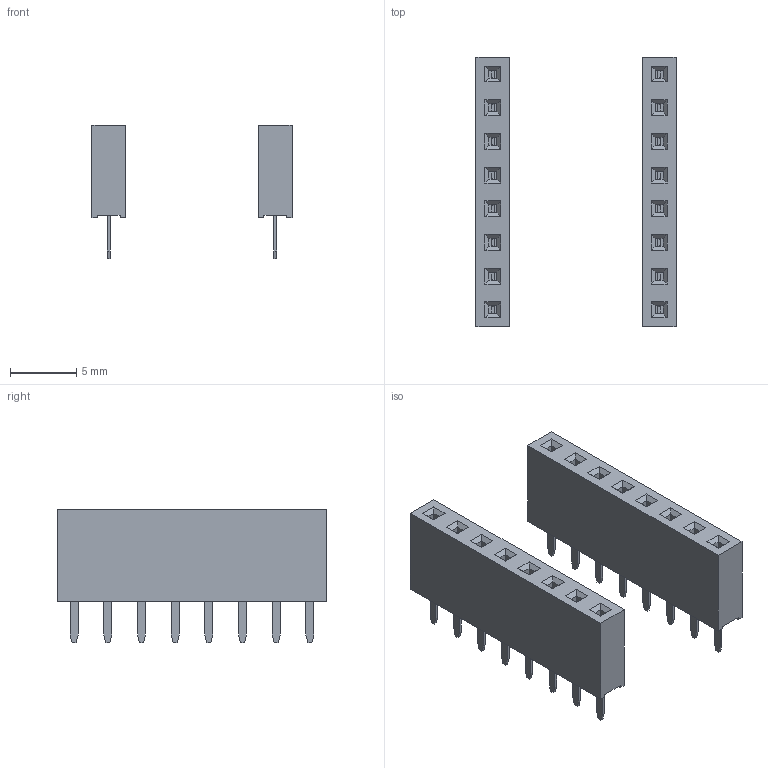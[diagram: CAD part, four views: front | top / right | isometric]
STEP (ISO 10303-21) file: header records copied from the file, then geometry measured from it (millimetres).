
FILE_DESCRIPTION(/* description */ (''),/* implementation_level */ '2;1');
FILE_NAME(/* name */ 'PinSocket_Pololu_Stepper v2.step',/* time_stamp */ '2020-09-10T16:24:29-04:00',/* author */ (''),/* organization */ (''),/* preprocessor_version */ 'ST-DEVELOPER v18.1',/* originating_system */ 'Autodesk Translation Framework v9.3.0.1241',/* authorisation */ '');
FILE_SCHEMA (('AUTOMOTIVE_DESIGN { 1 0 10303 214 3 1 1 }'));
Length unit declared in the file: millimetre
Products named in the file (2): PinSocket_Pololu_Stepper; Component1
Assembly tree (1 placements, depth 2):
  PinSocket_Pololu_Stepper
    Component1
Bounding box: 15.09 x 20.32 x 10.1 mm (x, y, z)
Volume: 679.6 mm3; surface area: 1191.2 mm2
Topology: 2 solids, 2 shells, 516 faces, 1328 edges, 864 vertices
Faces by surface type: plane 516
Entity records: 15842 total; most frequent: CARTESIAN_POINT 2711, ORIENTED_EDGE 2656, DIRECTION 2366, LINE 1328, VECTOR 1328, EDGE_CURVE 1328, VERTEX_POINT 864, EDGE_LOOP 564
